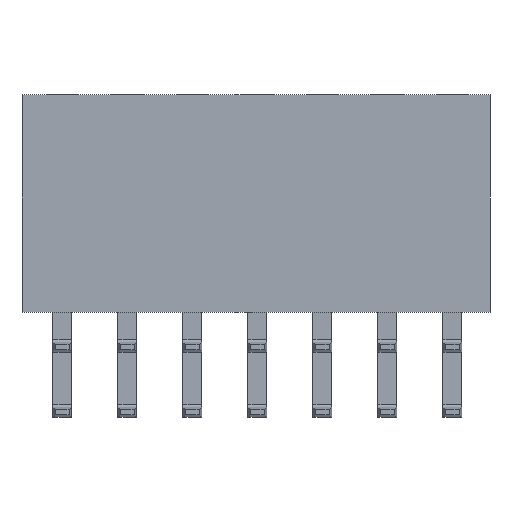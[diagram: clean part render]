
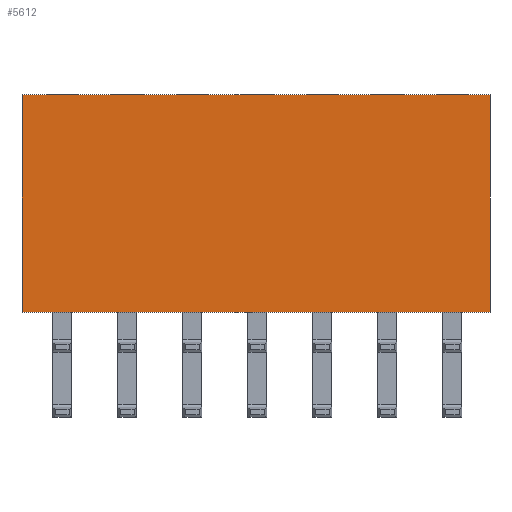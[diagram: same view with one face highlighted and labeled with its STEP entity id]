
A CAD part, front view. The second image highlights one B-rep face of the part: STEP entity #5612.
In plain terms, the highlighted planar face has unit normal (0, -1, 0).
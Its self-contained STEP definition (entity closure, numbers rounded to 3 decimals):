
#600=ORIENTED_EDGE('',*,*,#2108,.F.);
#601=ORIENTED_EDGE('',*,*,#2119,.F.);
#602=ORIENTED_EDGE('',*,*,#2113,.F.);
#603=ORIENTED_EDGE('',*,*,#1762,.F.);
#1762=EDGE_CURVE('',#2568,#2569,#3084,.T.);
#2108=EDGE_CURVE('',#2829,#2568,#3430,.T.);
#2113=EDGE_CURVE('',#2569,#2832,#3435,.T.);
#2119=EDGE_CURVE('',#2832,#2829,#3441,.T.);
#2568=VERTEX_POINT('',#7699);
#2569=VERTEX_POINT('',#7701);
#2829=VERTEX_POINT('',#8364);
#2832=VERTEX_POINT('',#8374);
#3084=LINE('',#7700,#3866);
#3430=LINE('',#8365,#4212);
#3435=LINE('',#8373,#4217);
#3441=LINE('',#8383,#4223);
#3866=VECTOR('',#6241,1000.);
#4212=VECTOR('',#6703,1000.);
#4217=VECTOR('',#6710,1000.);
#4223=VECTOR('',#6720,1000.);
#4708=EDGE_LOOP('',(#600,#601,#602,#603));
#5032=FACE_BOUND('',#4708,.T.);
#5328=PLANE('',#5946);
#5612=ADVANCED_FACE('',(#5032),#5328,.F.);
#5946=AXIS2_PLACEMENT_3D('',#8384,#6721,#6722);
#6241=DIRECTION('',(1.,0.,0.));
#6703=DIRECTION('',(0.,0.,1.));
#6710=DIRECTION('',(0.,0.,-1.));
#6720=DIRECTION('',(-1.,0.,0.));
#6721=DIRECTION('',(0.,1.,0.));
#6722=DIRECTION('',(0.,0.,1.));
#7699=CARTESIAN_POINT('',(-9.14,-2.5,4.25));
#7700=CARTESIAN_POINT('',(-9.14,-2.5,4.25));
#7701=CARTESIAN_POINT('',(9.14,-2.5,4.25));
#8364=CARTESIAN_POINT('',(-9.14,-2.5,-4.25));
#8365=CARTESIAN_POINT('',(-9.14,-2.5,-4.25));
#8373=CARTESIAN_POINT('',(9.14,-2.5,4.25));
#8374=CARTESIAN_POINT('',(9.14,-2.5,-4.25));
#8383=CARTESIAN_POINT('',(9.14,-2.5,-4.25));
#8384=CARTESIAN_POINT('',(0.,-2.5,0.));
